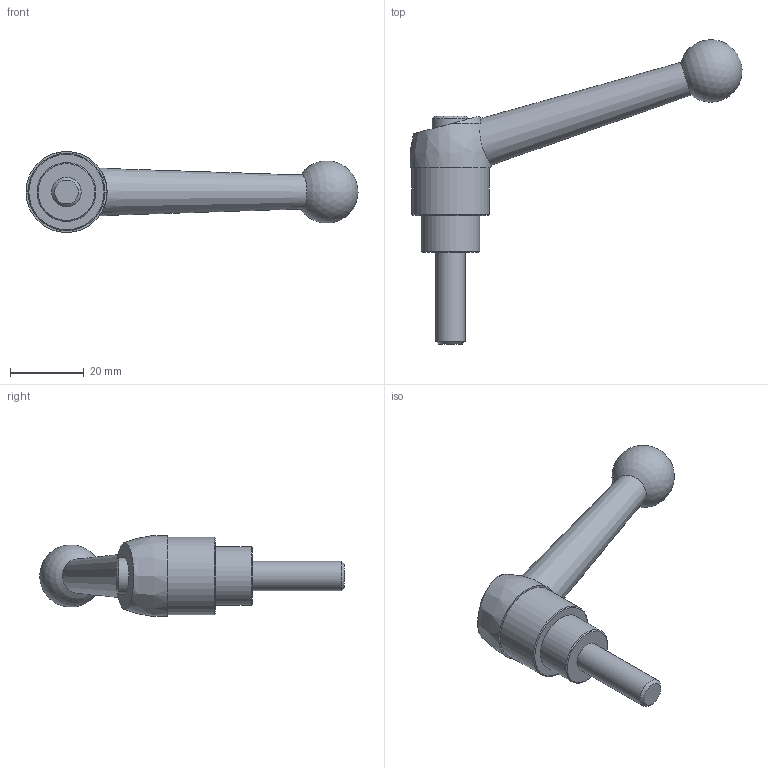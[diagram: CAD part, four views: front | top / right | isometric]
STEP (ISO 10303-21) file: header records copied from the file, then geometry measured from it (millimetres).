
FILE_DESCRIPTION( ( 'STEP AP214' ), '1' );
FILE_NAME( 'K0116.3081X25.stp', '2020-11-25T09:01:09', ( '' ), ( '' ), ' ', 'PARTsolutions', ' ' );
FILE_SCHEMA( ( 'AUTOMOTIVE_DESIGN { 1 0 10303 214 1 1 1 1 }' ) );
Length unit declared in the file: millimetre
Products named in the file (1): _K0116.3081X25
Bounding box: 90.25 x 82.77 x 22 mm (x, y, z)
Volume: 20101.1 mm3; surface area: 6176.7 mm2
Topology: 1 solids, 1 shells, 55 faces, 143 edges, 94 vertices
Faces by surface type: cylinder 28, plane 19, cone 5, bspline 1, torus 1, sphere 1
Full cylindrical faces by diameter (mm): 8 x1, 10 x1, 16 x1, 21 x1
Entity records: 2256 total; most frequent: CARTESIAN_POINT 465, DIRECTION 298, ORIENTED_EDGE 256, EDGE_CURVE 128, AXIS2_PLACEMENT_3D 119, VERTEX_POINT 91, EDGE_LOOP 70, CIRCLE 63
